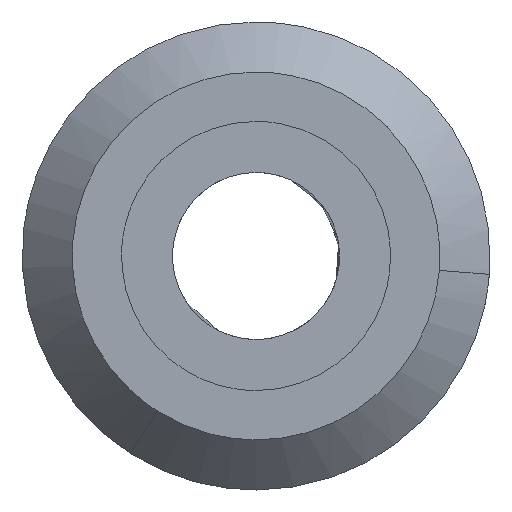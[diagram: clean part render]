
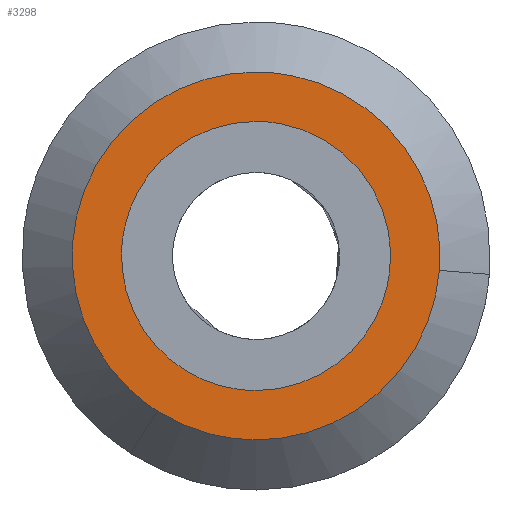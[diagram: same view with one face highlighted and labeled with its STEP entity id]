
A CAD part, left-side view. The second image highlights one B-rep face of the part: STEP entity #3298.
In plain terms, the highlighted free-form (B-spline) face has degree [1, 1] with [2, 2] control points.
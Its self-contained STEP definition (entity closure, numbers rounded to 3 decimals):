
#85=CARTESIAN_POINT('',(-4.,-7.994,-0.95));
#86=VERTEX_POINT('',#85);
#92=CARTESIAN_POINT('',(-4.,0.0,8.05));
#93=VERTEX_POINT('',#92);
#94=CARTESIAN_POINT('',(-4.,-7.994,-0.95));
#95=CARTESIAN_POINT('',(-4.,-8.05,-0.477));
#96=CARTESIAN_POINT('',(-4.,-8.05,0.));
#97=CARTESIAN_POINT('',(-4.,-8.05,8.05));
#98=CARTESIAN_POINT('',(-4.,0.0,8.05));
#106=(BOUNDED_CURVE()B_SPLINE_CURVE(2,(#94,#95,#96,#97,#98),.UNSPECIFIED.,.F.,.U.)B_SPLINE_CURVE_WITH_KNOTS((3,2,3),(0.23,0.25,0.5),.UNSPECIFIED.)CURVE()GEOMETRIC_REPRESENTATION_ITEM()RATIONAL_B_SPLINE_CURVE((0.956,0.976,1.0,0.707,1.0))REPRESENTATION_ITEM(''));
#107=EDGE_CURVE('',#86,#93,#106,.T.);
#109=CARTESIAN_POINT('',(-4.,8.035,0.491));
#110=VERTEX_POINT('',#109);
#111=CARTESIAN_POINT('',(-4.,0.0,8.05));
#112=CARTESIAN_POINT('',(-4.,7.573,8.05));
#113=CARTESIAN_POINT('',(-4.,8.035,0.491));
#121=(BOUNDED_CURVE()B_SPLINE_CURVE(2,(#111,#112,#113),.UNSPECIFIED.,.F.,.U.)B_SPLINE_CURVE_WITH_KNOTS((3,3),(0.5,0.739),.UNSPECIFIED.)CURVE()GEOMETRIC_REPRESENTATION_ITEM()RATIONAL_B_SPLINE_CURVE((1.0,0.72,0.976))REPRESENTATION_ITEM(''));
#122=EDGE_CURVE('',#93,#110,#121,.T.);
#196=CARTESIAN_POINT('',(-4.,0.0,-8.05));
#197=VERTEX_POINT('',#196);
#198=CARTESIAN_POINT('',(-4.,8.035,0.491));
#199=CARTESIAN_POINT('',(-4.,8.05,0.246));
#200=CARTESIAN_POINT('',(-4.,8.05,0.));
#201=CARTESIAN_POINT('',(-4.,8.05,-8.05));
#202=CARTESIAN_POINT('',(-4.,0.0,-8.05));
#210=(BOUNDED_CURVE()B_SPLINE_CURVE(2,(#198,#199,#200,#201,#202),.UNSPECIFIED.,.F.,.U.)B_SPLINE_CURVE_WITH_KNOTS((3,2,3),(0.739,0.75,1.0),.UNSPECIFIED.)CURVE()GEOMETRIC_REPRESENTATION_ITEM()RATIONAL_B_SPLINE_CURVE((0.976,0.988,1.0,0.707,1.0))REPRESENTATION_ITEM(''));
#211=EDGE_CURVE('',#110,#197,#210,.T.);
#213=CARTESIAN_POINT('',(-4.,0.0,-8.05));
#214=CARTESIAN_POINT('',(-4.,-7.15,-8.05));
#215=CARTESIAN_POINT('',(-4.,-7.994,-0.95));
#223=(BOUNDED_CURVE()B_SPLINE_CURVE(2,(#213,#214,#215),.UNSPECIFIED.,.F.,.U.)B_SPLINE_CURVE_WITH_KNOTS((3,3),(0.0,0.23),.UNSPECIFIED.)CURVE()GEOMETRIC_REPRESENTATION_ITEM()RATIONAL_B_SPLINE_CURVE((1.0,0.731,0.956))REPRESENTATION_ITEM(''));
#224=EDGE_CURVE('',#197,#86,#223,.T.);
#271=CARTESIAN_POINT('',(-4.,5.916,-9.273));
#272=VERTEX_POINT('',#271);
#278=CARTESIAN_POINT('',(-4.,0.0,11.));
#279=VERTEX_POINT('',#278);
#280=CARTESIAN_POINT('',(-4.,0.0,11.));
#281=CARTESIAN_POINT('',(-4.,11.,11.));
#282=CARTESIAN_POINT('',(-4.,11.,0.0));
#283=CARTESIAN_POINT('',(-4.,11.,-6.03));
#284=CARTESIAN_POINT('',(-4.,5.916,-9.273));
#292=(BOUNDED_CURVE()B_SPLINE_CURVE(2,(#280,#281,#282,#283,#284),.UNSPECIFIED.,.F.,.U.)B_SPLINE_CURVE_WITH_KNOTS((3,2,3),(0.0,0.25,0.408),.UNSPECIFIED.)CURVE()GEOMETRIC_REPRESENTATION_ITEM()RATIONAL_B_SPLINE_CURVE((1.0,0.707,1.0,0.815,0.864))REPRESENTATION_ITEM(''));
#293=EDGE_CURVE('',#279,#272,#292,.T.);
#295=CARTESIAN_POINT('',(-4.,-10.966,-0.863));
#296=VERTEX_POINT('',#295);
#297=CARTESIAN_POINT('',(-4.,-10.966,-0.863));
#298=CARTESIAN_POINT('',(-4.,-11.,-0.432));
#299=CARTESIAN_POINT('',(-4.,-11.,0.0));
#300=CARTESIAN_POINT('',(-4.,-11.,11.));
#301=CARTESIAN_POINT('',(-4.,0.0,11.));
#309=(BOUNDED_CURVE()B_SPLINE_CURVE(2,(#297,#298,#299,#300,#301),.UNSPECIFIED.,.F.,.U.)B_SPLINE_CURVE_WITH_KNOTS((3,2,3),(0.736,0.75,1.0),.UNSPECIFIED.)CURVE()GEOMETRIC_REPRESENTATION_ITEM()RATIONAL_B_SPLINE_CURVE((0.97,0.984,1.0,0.707,1.0))REPRESENTATION_ITEM(''));
#310=EDGE_CURVE('',#296,#279,#309,.T.);
#414=CARTESIAN_POINT('',(-4.,0.0,-11.));
#415=VERTEX_POINT('',#414);
#416=CARTESIAN_POINT('',(-4.,0.0,-11.));
#417=CARTESIAN_POINT('',(-4.,-10.168,-11.));
#418=CARTESIAN_POINT('',(-4.,-10.966,-0.863));
#426=(BOUNDED_CURVE()B_SPLINE_CURVE(2,(#416,#417,#418),.UNSPECIFIED.,.F.,.U.)B_SPLINE_CURVE_WITH_KNOTS((3,3),(0.5,0.736),.UNSPECIFIED.)CURVE()GEOMETRIC_REPRESENTATION_ITEM()RATIONAL_B_SPLINE_CURVE((1.0,0.723,0.97))REPRESENTATION_ITEM(''));
#427=EDGE_CURVE('',#415,#296,#426,.T.);
#429=CARTESIAN_POINT('',(-4.,5.916,-9.273));
#430=CARTESIAN_POINT('',(-4.,3.21,-11.));
#431=CARTESIAN_POINT('',(-4.,0.0,-11.));
#439=(BOUNDED_CURVE()B_SPLINE_CURVE(2,(#429,#430,#431),.UNSPECIFIED.,.F.,.U.)B_SPLINE_CURVE_WITH_KNOTS((3,3),(0.408,0.5),.UNSPECIFIED.)CURVE()GEOMETRIC_REPRESENTATION_ITEM()RATIONAL_B_SPLINE_CURVE((0.864,0.892,1.0))REPRESENTATION_ITEM(''));
#440=EDGE_CURVE('',#272,#415,#439,.T.);
#3281=CARTESIAN_POINT('',(-4.,-12.096,12.099));
#3282=CARTESIAN_POINT('',(-4.,-12.096,-12.099));
#3283=CARTESIAN_POINT('',(-4.,12.095,12.099));
#3284=CARTESIAN_POINT('',(-4.,12.095,-12.099));
#3285=B_SPLINE_SURFACE_WITH_KNOTS('',1,1,((#3281,#3283),(#3282,#3284)),.UNSPECIFIED.,.F.,.F.,.U.,(2,2),(2,2),(0.0,24.198),(0.0,24.19),.UNSPECIFIED.);
#3286=ORIENTED_EDGE('',*,*,#293,.T.);
#3287=ORIENTED_EDGE('',*,*,#440,.T.);
#3288=ORIENTED_EDGE('',*,*,#427,.T.);
#3289=ORIENTED_EDGE('',*,*,#310,.T.);
#3290=EDGE_LOOP('',(#3286,#3287,#3288,#3289));
#3291=FACE_OUTER_BOUND('',#3290,.T.);
#3292=ORIENTED_EDGE('',*,*,#122,.F.);
#3293=ORIENTED_EDGE('',*,*,#107,.F.);
#3294=ORIENTED_EDGE('',*,*,#224,.F.);
#3295=ORIENTED_EDGE('',*,*,#211,.F.);
#3296=EDGE_LOOP('',(#3292,#3293,#3294,#3295));
#3297=FACE_BOUND('',#3296,.T.);
#3298=ADVANCED_FACE('',(#3291,#3297),#3285,.F.);
